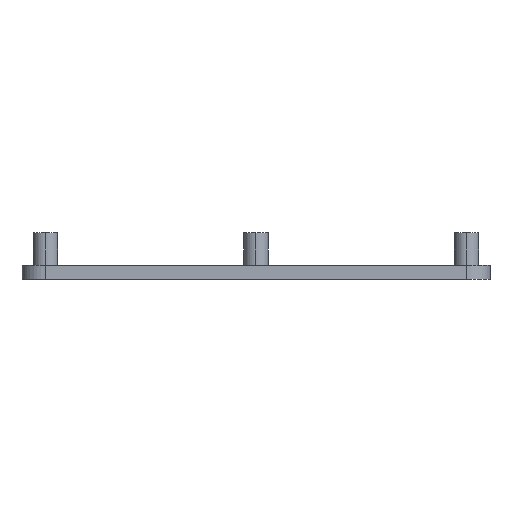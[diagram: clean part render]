
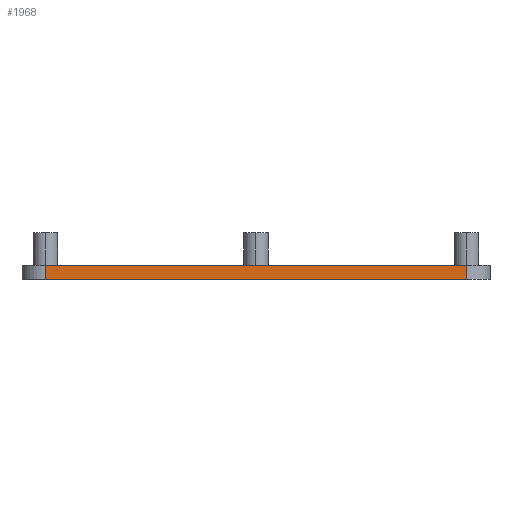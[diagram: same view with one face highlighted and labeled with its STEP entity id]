
A CAD part, left-side view. The second image highlights one B-rep face of the part: STEP entity #1968.
In plain terms, the highlighted planar face has unit normal (-1, 0, 0).
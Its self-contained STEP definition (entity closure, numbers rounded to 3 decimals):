
#20 = CARTESIAN_POINT ( 'NONE',  ( -40., -22.5, 1.5 ) ) ;
#36 = VERTEX_POINT ( 'NONE', #1582 ) ;
#68 = FACE_OUTER_BOUND ( 'NONE', #1595, .T. ) ;
#101 = LINE ( 'NONE', #1588, #925 ) ;
#103 = CARTESIAN_POINT ( 'NONE',  ( -40., 22.5, 1.5 ) ) ;
#112 = VERTEX_POINT ( 'NONE', #1939 ) ;
#149 = EDGE_CURVE ( 'NONE', #876, #112, #1466, .T. ) ;
#250 = DIRECTION ( 'NONE',  ( 0., -1., 0. ) ) ;
#276 = CARTESIAN_POINT ( 'NONE',  ( -40., 22.5, 0. ) ) ;
#365 = PLANE ( 'NONE',  #1072 ) ;
#379 = VECTOR ( 'NONE', #704, 1000. ) ;
#450 = ORIENTED_EDGE ( 'NONE', *, *, #1893, .T. ) ;
#575 = ORIENTED_EDGE ( 'NONE', *, *, #149, .F. ) ;
#632 = EDGE_CURVE ( 'NONE', #1252, #36, #101, .T. ) ;
#704 = DIRECTION ( 'NONE',  ( 0., 0., -1. ) ) ;
#705 = CARTESIAN_POINT ( 'NONE',  ( -40., -25., 1.5 ) ) ;
#708 = CARTESIAN_POINT ( 'NONE',  ( -40., -25., 1.5 ) ) ;
#865 = VECTOR ( 'NONE', #1331, 1000. ) ;
#876 = VERTEX_POINT ( 'NONE', #1623 ) ;
#910 = LINE ( 'NONE', #20, #1641 ) ;
#925 = VECTOR ( 'NONE', #250, 1000. ) ;
#1072 = AXIS2_PLACEMENT_3D ( 'NONE', #708, #1143, #1303 ) ;
#1143 = DIRECTION ( 'NONE',  ( 1., 0., 0. ) ) ;
#1229 = DIRECTION ( 'NONE',  ( 0., 0., 1. ) ) ;
#1252 = VERTEX_POINT ( 'NONE', #276 ) ;
#1303 = DIRECTION ( 'NONE',  ( 0., 0., -1. ) ) ;
#1331 = DIRECTION ( 'NONE',  ( 0., -1., 0. ) ) ;
#1453 = LINE ( 'NONE', #103, #379 ) ;
#1466 = LINE ( 'NONE', #705, #865 ) ;
#1525 = ORIENTED_EDGE ( 'NONE', *, *, #1632, .T. ) ;
#1582 = CARTESIAN_POINT ( 'NONE',  ( -40., -22.5, 0. ) ) ;
#1588 = CARTESIAN_POINT ( 'NONE',  ( -40., -25., 0. ) ) ;
#1595 = EDGE_LOOP ( 'NONE', ( #1633, #1525, #575, #450 ) ) ;
#1623 = CARTESIAN_POINT ( 'NONE',  ( -40., 22.5, 1.5 ) ) ;
#1632 = EDGE_CURVE ( 'NONE', #36, #112, #910, .T. ) ;
#1633 = ORIENTED_EDGE ( 'NONE', *, *, #632, .T. ) ;
#1641 = VECTOR ( 'NONE', #1229, 1000. ) ;
#1893 = EDGE_CURVE ( 'NONE', #876, #1252, #1453, .T. ) ;
#1939 = CARTESIAN_POINT ( 'NONE',  ( -40., -22.5, 1.5 ) ) ;
#1968 = ADVANCED_FACE ( 'NONE', ( #68 ), #365, .F. ) ;
